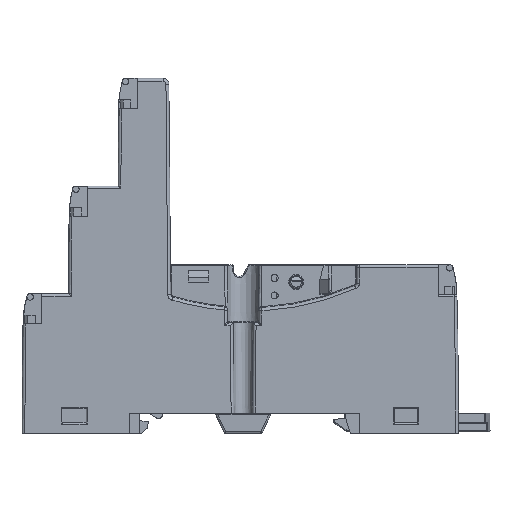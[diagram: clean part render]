
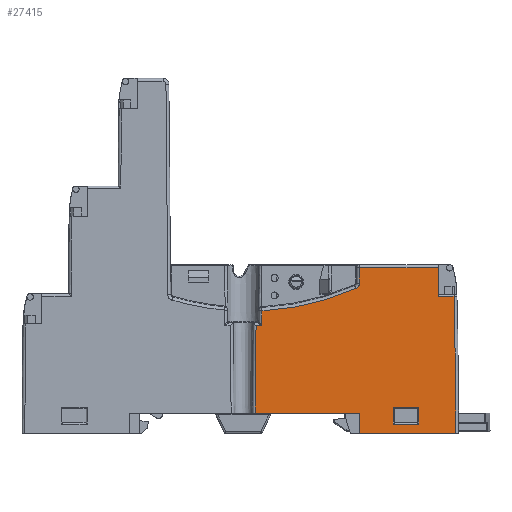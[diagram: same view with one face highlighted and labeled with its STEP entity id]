
A CAD part, top view. The second image highlights one B-rep face of the part: STEP entity #27415.
In plain terms, the highlighted planar face has unit normal (0, 0, 1).
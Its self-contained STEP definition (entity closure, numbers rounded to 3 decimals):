
#61 = CARTESIAN_POINT ( 'NONE',  ( 953.5, 0., 13.45 ) ) ;
#183 = ORIENTED_EDGE ( 'NONE', *, *, #42849, .T. ) ;
#212 = VERTEX_POINT ( 'NONE', #50723 ) ;
#310 = CARTESIAN_POINT ( 'NONE',  ( 21.5, 4.5, 13.45 ) ) ;
#430 = CARTESIAN_POINT ( 'NONE',  ( 21.7, 4.5, 13.45 ) ) ;
#811 = CARTESIAN_POINT ( 'NONE',  ( -6.292, 18.5, 13.45 ) ) ;
#955 = DIRECTION ( 'NONE',  ( 0., -1., 0. ) ) ;
#1816 = LINE ( 'NONE', #51895, #9315 ) ;
#2496 = EDGE_CURVE ( 'NONE', #44142, #38617, #26145, .T. ) ;
#3701 = DIRECTION ( 'NONE',  ( 0., 0., 1. ) ) ;
#4126 = CARTESIAN_POINT ( 'NONE',  ( 10.472, 25.812, 13.45 ) ) ;
#4372 = DIRECTION ( 'NONE',  ( -1., 0., 0. ) ) ;
#4391 = DIRECTION ( 'NONE',  ( -1., 0., 0. ) ) ;
#4769 = EDGE_CURVE ( 'NONE', #21286, #47233, #50997, .T. ) ;
#5424 = ORIENTED_EDGE ( 'NONE', *, *, #42154, .T. ) ;
#5765 = CARTESIAN_POINT ( 'NONE',  ( 11.5, 3.5, 13.45 ) ) ;
#5920 = ORIENTED_EDGE ( 'NONE', *, *, #4769, .T. ) ;
#6376 = DIRECTION ( 'NONE',  ( -1., 0., 0. ) ) ;
#7291 = LINE ( 'NONE', #44050, #9743 ) ;
#7873 = ORIENTED_EDGE ( 'NONE', *, *, #34374, .F. ) ;
#8156 = EDGE_CURVE ( 'NONE', #47991, #212, #21506, .T. ) ;
#8799 = CARTESIAN_POINT ( 'NONE',  ( 11.5, 7.837, 13.45 ) ) ;
#9297 = AXIS2_PLACEMENT_3D ( 'NONE', #17948, #21914, #37673 ) ;
#9313 = VECTOR ( 'NONE', #23581, 1000. ) ;
#9315 = VECTOR ( 'NONE', #23526, 1000. ) ;
#9743 = VECTOR ( 'NONE', #23917, 1000. ) ;
#9797 = ORIENTED_EDGE ( 'NONE', *, *, #29936, .F. ) ;
#9948 = CARTESIAN_POINT ( 'NONE',  ( 10.875, 24.897, 13.45 ) ) ;
#9983 = LINE ( 'NONE', #5765, #40639 ) ;
#10897 = LINE ( 'NONE', #29066, #47825 ) ;
#11294 = CARTESIAN_POINT ( 'NONE',  ( 21.7, 1.6, 13.45 ) ) ;
#11533 = FACE_BOUND ( 'NONE', #32113, .T. ) ;
#12074 = VERTEX_POINT ( 'NONE', #14060 ) ;
#12159 = PLANE ( 'NONE',  #12706 ) ;
#12706 = AXIS2_PLACEMENT_3D ( 'NONE', #61, #48012, #51696 ) ;
#13729 = VECTOR ( 'NONE', #4391, 1000. ) ;
#14060 = CARTESIAN_POINT ( 'NONE',  ( 17.3, 1.6, 13.45 ) ) ;
#14513 = VERTEX_POINT ( 'NONE', #20220 ) ;
#14551 = VERTEX_POINT ( 'NONE', #24575 ) ;
#15389 = ORIENTED_EDGE ( 'NONE', *, *, #50828, .T. ) ;
#16499 = VERTEX_POINT ( 'NONE', #16894 ) ;
#16532 = VERTEX_POINT ( 'NONE', #37311 ) ;
#16894 = CARTESIAN_POINT ( 'NONE',  ( 11.472, 25.804, 13.45 ) ) ;
#17401 = ORIENTED_EDGE ( 'NONE', *, *, #8156, .T. ) ;
#17827 = AXIS2_PLACEMENT_3D ( 'NONE', #4126, #36231, #40621 ) ;
#17948 = CARTESIAN_POINT ( 'NONE',  ( -7.657, 67.01, 13.45 ) ) ;
#18684 = ORIENTED_EDGE ( 'NONE', *, *, #25958, .T. ) ;
#19279 = VERTEX_POINT ( 'NONE', #22252 ) ;
#19728 = ORIENTED_EDGE ( 'NONE', *, *, #24419, .T. ) ;
#19895 = CARTESIAN_POINT ( 'NONE',  ( 17.3, 4.5, 13.45 ) ) ;
#20059 = CARTESIAN_POINT ( 'NONE',  ( 28., 0., 13.45 ) ) ;
#20220 = CARTESIAN_POINT ( 'NONE',  ( 11.5, 0., 13.45 ) ) ;
#20420 = ORIENTED_EDGE ( 'NONE', *, *, #43274, .T. ) ;
#20444 = CARTESIAN_POINT ( 'NONE',  ( 953.5, 28.5, 13.45 ) ) ;
#20576 = ORIENTED_EDGE ( 'NONE', *, *, #25026, .T. ) ;
#21286 = VERTEX_POINT ( 'NONE', #25159 ) ;
#21506 = LINE ( 'NONE', #23202, #49722 ) ;
#21914 = DIRECTION ( 'NONE',  ( 0., 0., -1. ) ) ;
#22252 = CARTESIAN_POINT ( 'NONE',  ( 11.496, 28.5, 13.45 ) ) ;
#23202 = CARTESIAN_POINT ( 'NONE',  ( -6.38, 8.377, 13.45 ) ) ;
#23523 = CIRCLE ( 'NONE', #40085, 999.5 ) ;
#23526 = DIRECTION ( 'NONE',  ( -0.009, -1., 0. ) ) ;
#23568 = LINE ( 'NONE', #310, #50520 ) ;
#23581 = DIRECTION ( 'NONE',  ( 0., -1., 0. ) ) ;
#23917 = DIRECTION ( 'NONE',  ( -1., 0., 0. ) ) ;
#24146 = CARTESIAN_POINT ( 'NONE',  ( 25.017, 29., 13.45 ) ) ;
#24419 = EDGE_CURVE ( 'NONE', #16532, #19279, #41856, .T. ) ;
#24575 = CARTESIAN_POINT ( 'NONE',  ( 11.5, 3.5, 13.45 ) ) ;
#24697 = LINE ( 'NONE', #36499, #35932 ) ;
#25026 = EDGE_CURVE ( 'NONE', #14551, #14513, #30508, .T. ) ;
#25067 = DIRECTION ( 'NONE',  ( 1., 0., 0. ) ) ;
#25159 = CARTESIAN_POINT ( 'NONE',  ( 27.721, 23.6, 13.45 ) ) ;
#25183 = DIRECTION ( 'NONE',  ( -0.009, -1., 0. ) ) ;
#25311 = CARTESIAN_POINT ( 'NONE',  ( -5.269, 21.062, 13.45 ) ) ;
#25420 = CARTESIAN_POINT ( 'NONE',  ( -5.292, 18.5, 13.45 ) ) ;
#25958 = EDGE_CURVE ( 'NONE', #44279, #21286, #23523, .T. ) ;
#26121 = VECTOR ( 'NONE', #955, 1000. ) ;
#26145 = CIRCLE ( 'NONE', #9297, 46.01 ) ;
#26158 = DIRECTION ( 'NONE',  ( 1., 0., 0. ) ) ;
#27415 = ADVANCED_FACE ( 'NONE', ( #11533, #32781 ), #12159, .F. ) ;
#27578 = CARTESIAN_POINT ( 'NONE',  ( -971.5, 0., 13.45 ) ) ;
#29035 = ORIENTED_EDGE ( 'NONE', *, *, #29476, .T. ) ;
#29066 = CARTESIAN_POINT ( 'NONE',  ( 11.319, 8.222, 13.45 ) ) ;
#29130 = EDGE_CURVE ( 'NONE', #12074, #43379, #50247, .T. ) ;
#29166 = EDGE_CURVE ( 'NONE', #212, #14551, #9983, .T. ) ;
#29353 = DIRECTION ( 'NONE',  ( 0., 1., 0. ) ) ;
#29476 = EDGE_CURVE ( 'NONE', #38617, #46371, #1816, .T. ) ;
#29936 = EDGE_CURVE ( 'NONE', #44142, #16499, #35551, .T. ) ;
#30502 = VECTOR ( 'NONE', #25067, 1000. ) ;
#30508 = LINE ( 'NONE', #8799, #26121 ) ;
#31463 = VECTOR ( 'NONE', #44265, 1000. ) ;
#31620 = DIRECTION ( 'NONE',  ( -1., 0., 0. ) ) ;
#32113 = EDGE_LOOP ( 'NONE', ( #20420, #34769, #5424, #51557 ) ) ;
#32199 = VERTEX_POINT ( 'NONE', #11294 ) ;
#32500 = VECTOR ( 'NONE', #29353, 1000. ) ;
#32781 = FACE_OUTER_BOUND ( 'NONE', #34019, .T. ) ;
#33490 = EDGE_CURVE ( 'NONE', #19279, #16499, #10897, .T. ) ;
#34019 = EDGE_LOOP ( 'NONE', ( #34089, #20576, #183, #18684, #5920, #7873, #19728, #34744, #9797, #36158, #29035, #15389, #17401 ) ) ;
#34089 = ORIENTED_EDGE ( 'NONE', *, *, #29166, .T. ) ;
#34350 = CARTESIAN_POINT ( 'NONE',  ( 25.017, 23.6, 13.45 ) ) ;
#34374 = EDGE_CURVE ( 'NONE', #16532, #47233, #34557, .T. ) ;
#34557 = LINE ( 'NONE', #24146, #31463 ) ;
#34744 = ORIENTED_EDGE ( 'NONE', *, *, #33490, .T. ) ;
#34769 = ORIENTED_EDGE ( 'NONE', *, *, #47963, .T. ) ;
#35551 = CIRCLE ( 'NONE', #17827, 1. ) ;
#35932 = VECTOR ( 'NONE', #4372, 1000. ) ;
#36158 = ORIENTED_EDGE ( 'NONE', *, *, #2496, .T. ) ;
#36231 = DIRECTION ( 'NONE',  ( 0., 0., 1. ) ) ;
#36499 = CARTESIAN_POINT ( 'NONE',  ( -6.787, 18.5, 13.45 ) ) ;
#37311 = CARTESIAN_POINT ( 'NONE',  ( 25.017, 28.5, 13.45 ) ) ;
#37391 = LINE ( 'NONE', #45205, #30502 ) ;
#37396 = CARTESIAN_POINT ( 'NONE',  ( 17.3, 4.3, 13.45 ) ) ;
#37673 = DIRECTION ( 'NONE',  ( -1., 0., 0. ) ) ;
#38163 = VERTEX_POINT ( 'NONE', #430 ) ;
#38523 = CARTESIAN_POINT ( 'NONE',  ( 953.5, 23.6, 13.45 ) ) ;
#38617 = VERTEX_POINT ( 'NONE', #25311 ) ;
#39687 = CARTESIAN_POINT ( 'NONE',  ( 21.7, 1.8, 13.45 ) ) ;
#39836 = DIRECTION ( 'NONE',  ( -0.009, -1., 0. ) ) ;
#40085 = AXIS2_PLACEMENT_3D ( 'NONE', #27578, #3701, #31620 ) ;
#40327 = VECTOR ( 'NONE', #6376, 1000. ) ;
#40621 = DIRECTION ( 'NONE',  ( -1., 0., 0. ) ) ;
#40639 = VECTOR ( 'NONE', #26158, 1000. ) ;
#41247 = LINE ( 'NONE', #39687, #9313 ) ;
#41856 = LINE ( 'NONE', #20444, #13729 ) ;
#42154 = EDGE_CURVE ( 'NONE', #32199, #12074, #7291, .T. ) ;
#42849 = EDGE_CURVE ( 'NONE', #14513, #44279, #37391, .T. ) ;
#43274 = EDGE_CURVE ( 'NONE', #43379, #38163, #23568, .T. ) ;
#43379 = VERTEX_POINT ( 'NONE', #19895 ) ;
#44050 = CARTESIAN_POINT ( 'NONE',  ( 17.5, 1.6, 13.45 ) ) ;
#44142 = VERTEX_POINT ( 'NONE', #9948 ) ;
#44265 = DIRECTION ( 'NONE',  ( 0., -1., 0. ) ) ;
#44279 = VERTEX_POINT ( 'NONE', #20059 ) ;
#45205 = CARTESIAN_POINT ( 'NONE',  ( 28.5, 0., 13.45 ) ) ;
#46371 = VERTEX_POINT ( 'NONE', #25420 ) ;
#47233 = VERTEX_POINT ( 'NONE', #34350 ) ;
#47825 = VECTOR ( 'NONE', #25183, 1000. ) ;
#47963 = EDGE_CURVE ( 'NONE', #38163, #32199, #41247, .T. ) ;
#47991 = VERTEX_POINT ( 'NONE', #811 ) ;
#48012 = DIRECTION ( 'NONE',  ( 0., 0., -1. ) ) ;
#48415 = DIRECTION ( 'NONE',  ( 1., 0., 0. ) ) ;
#49722 = VECTOR ( 'NONE', #39836, 1000. ) ;
#50247 = LINE ( 'NONE', #37396, #32500 ) ;
#50520 = VECTOR ( 'NONE', #48415, 1000. ) ;
#50723 = CARTESIAN_POINT ( 'NONE',  ( -6.423, 3.5, 13.45 ) ) ;
#50828 = EDGE_CURVE ( 'NONE', #46371, #47991, #24697, .T. ) ;
#50997 = LINE ( 'NONE', #38523, #40327 ) ;
#51557 = ORIENTED_EDGE ( 'NONE', *, *, #29130, .T. ) ;
#51696 = DIRECTION ( 'NONE',  ( -1., 0., 0. ) ) ;
#51895 = CARTESIAN_POINT ( 'NONE',  ( -5.38, 8.368, 13.45 ) ) ;
